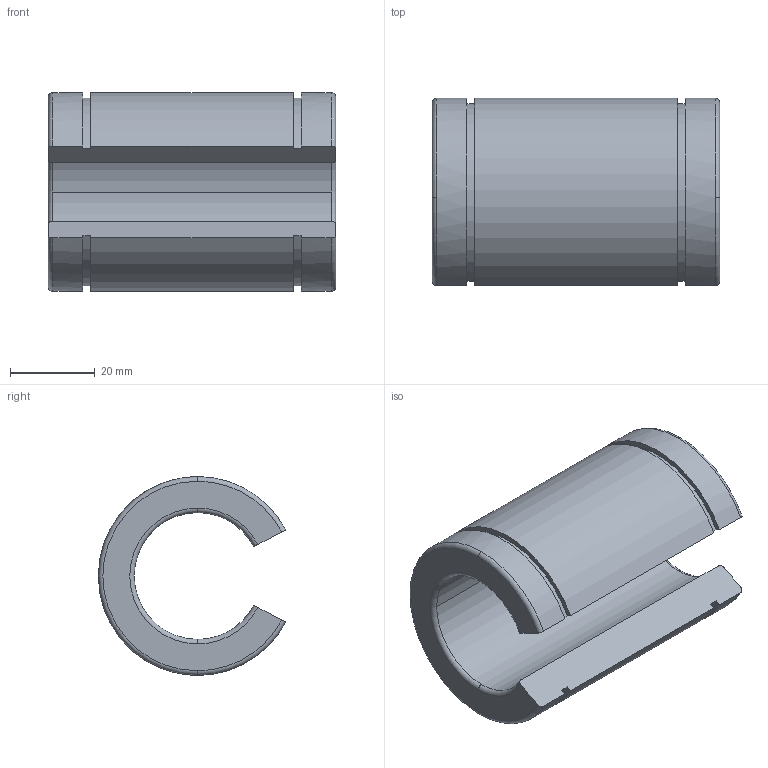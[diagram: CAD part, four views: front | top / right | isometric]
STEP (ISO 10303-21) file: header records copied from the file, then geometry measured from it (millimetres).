
FILE_DESCRIPTION( ( '' ), '1' );
FILE_NAME( 'sse_m30_opn_2_03.stp', '2008-04-10T07:14:17', ( '' ), ( '' ), ' ', ' ', ' ' );
FILE_SCHEMA( ( 'CONFIG_CONTROL_DESIGN' ) );
Length unit declared in the file: millimetre
Products named in the file (1): 1
Bounding box: 68 x 44.33 x 47 mm (x, y, z)
Volume: 58522 mm3; surface area: 17230.6 mm2
Topology: 1 solids, 1 shells, 35 faces, 96 edges, 64 vertices
Faces by surface type: cylinder 14, torus 12, plane 9
Entity records: 1350 total; most frequent: CARTESIAN_POINT 378, DIRECTION 212, ORIENTED_EDGE 192, EDGE_CURVE 96, AXIS2_PLACEMENT_3D 90, VERTEX_POINT 64, CIRCLE 54, EDGE_LOOP 36
